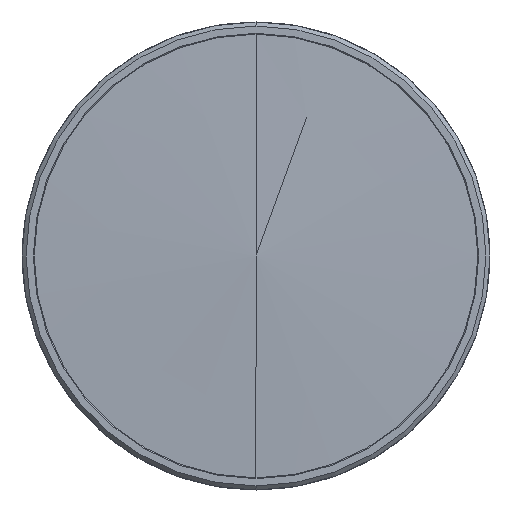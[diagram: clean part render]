
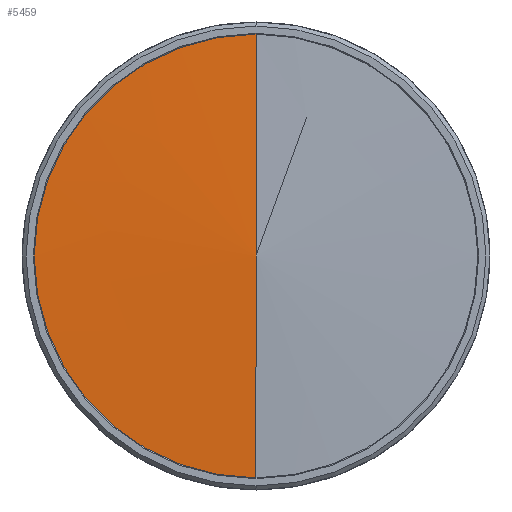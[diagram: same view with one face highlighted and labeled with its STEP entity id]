
A CAD part, left-side view. The second image highlights one B-rep face of the part: STEP entity #5459.
In plain terms, the highlighted conical face has half-angle 88.102 degrees and reference radius 140.152 mm.
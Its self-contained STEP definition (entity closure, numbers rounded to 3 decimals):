
#477 = ORIENTED_EDGE ( 'NONE', *, *, #2378, .F. ) ;
#527 = DIRECTION ( 'NONE',  ( 1., 0., 0. ) ) ;
#733 = CONICAL_SURFACE ( 'NONE', #1457, 140.152, 1.538 ) ;
#1136 = DIRECTION ( 'NONE',  ( 0.033, 0., 0.999 ) ) ;
#1216 = FACE_OUTER_BOUND ( 'NONE', #2892, .T. ) ;
#1457 = AXIS2_PLACEMENT_3D ( 'NONE', #4654, #1598, #3108 ) ;
#1598 = DIRECTION ( 'NONE',  ( 1., 0., 0. ) ) ;
#2007 = CIRCLE ( 'NONE', #4873, 135.55 ) ;
#2378 = EDGE_CURVE ( 'NONE', #3012, #3763, #2007, .T. ) ;
#2892 = EDGE_LOOP ( 'NONE', ( #4215, #4771, #477 ) ) ;
#3012 = VERTEX_POINT ( 'NONE', #5832 ) ;
#3108 = DIRECTION ( 'NONE',  ( 0., 0., -1. ) ) ;
#3316 = LINE ( 'NONE', #3910, #6002 ) ;
#3763 = VERTEX_POINT ( 'NONE', #5008 ) ;
#3910 = CARTESIAN_POINT ( 'NONE',  ( 4.644, 0., -140.152 ) ) ;
#4017 = DIRECTION ( 'NONE',  ( 0., 0., -1. ) ) ;
#4215 = ORIENTED_EDGE ( 'NONE', *, *, #6400, .F. ) ;
#4590 = CARTESIAN_POINT ( 'NONE',  ( 4.644, 0., 140.152 ) ) ;
#4654 = CARTESIAN_POINT ( 'NONE',  ( 4.644, 0., 0. ) ) ;
#4771 = ORIENTED_EDGE ( 'NONE', *, *, #5446, .T. ) ;
#4873 = AXIS2_PLACEMENT_3D ( 'NONE', #5575, #527, #4017 ) ;
#5008 = CARTESIAN_POINT ( 'NONE',  ( 4.491, 0., 135.55 ) ) ;
#5446 = EDGE_CURVE ( 'NONE', #5635, #3763, #6323, .T. ) ;
#5459 = ADVANCED_FACE ( 'NONE', ( #1216 ), #733, .T. ) ;
#5487 = CARTESIAN_POINT ( 'NONE',  ( 0., 0., 0. ) ) ;
#5575 = CARTESIAN_POINT ( 'NONE',  ( 4.491, 0., 0. ) ) ;
#5635 = VERTEX_POINT ( 'NONE', #5487 ) ;
#5832 = CARTESIAN_POINT ( 'NONE',  ( 4.491, 0., -135.55 ) ) ;
#5947 = DIRECTION ( 'NONE',  ( 0.033, 0., -0.999 ) ) ;
#6002 = VECTOR ( 'NONE', #5947, 1000. ) ;
#6094 = VECTOR ( 'NONE', #1136, 1000. ) ;
#6323 = LINE ( 'NONE', #4590, #6094 ) ;
#6400 = EDGE_CURVE ( 'NONE', #5635, #3012, #3316, .T. ) ;
